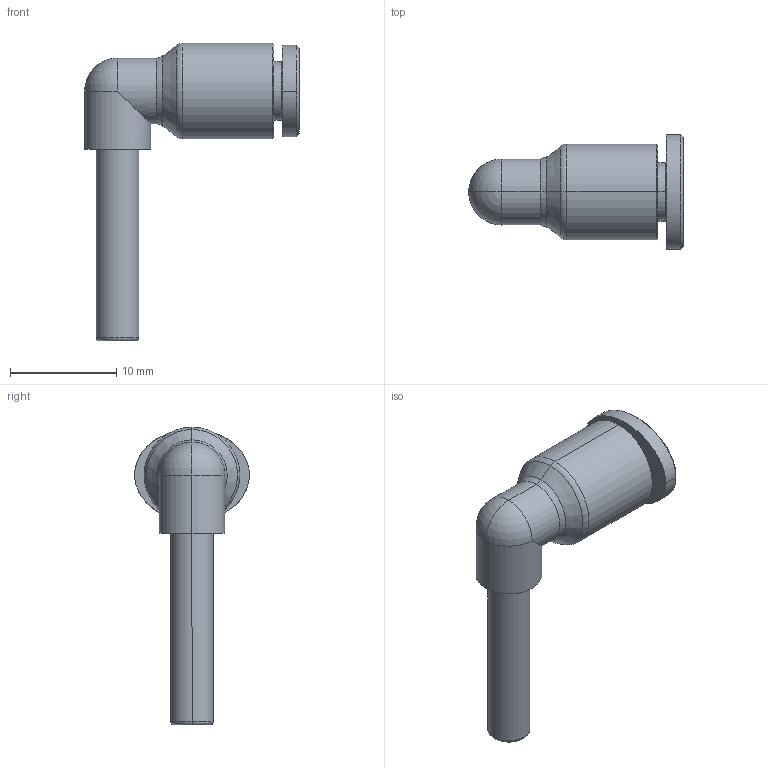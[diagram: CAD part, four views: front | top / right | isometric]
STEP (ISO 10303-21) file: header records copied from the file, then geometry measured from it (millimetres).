
FILE_DESCRIPTION((''),'2;1');
FILE_NAME('GPLJ_04(3D).stp','2012-12-21T10:27:47',(''),(''),'Mechanical Desktop.R8.0.24.0','Mechanical Desktop.R8.0.24.0',', , ');
FILE_SCHEMA(('CONFIG_CONTROL_DESIGN'));
Length unit declared in the file: millimetre
Products named in the file (2): GPLJ_04(3D); ºÎÇ°1
Assembly tree (1 placements, depth 2):
  GPLJ_04(3D)
    ºÎÇ°1
Bounding box: 20.2 x 10.8 x 28 mm (x, y, z)
Volume: 969.8 mm3; surface area: 1337.9 mm2
Topology: 1 solids, 1 shells, 402 faces, 1125 edges, 742 vertices
Faces by surface type: plane 333, bspline 31, cylinder 22, cone 10, torus 4, sphere 2
Entity records: 13497 total; most frequent: CARTESIAN_POINT 3061, ORIENTED_EDGE 2246, DIRECTION 1986, EDGE_CURVE 1123, VECTOR 996, LINE 996, VERTEX_POINT 742, AXIS2_PLACEMENT_3D 495
